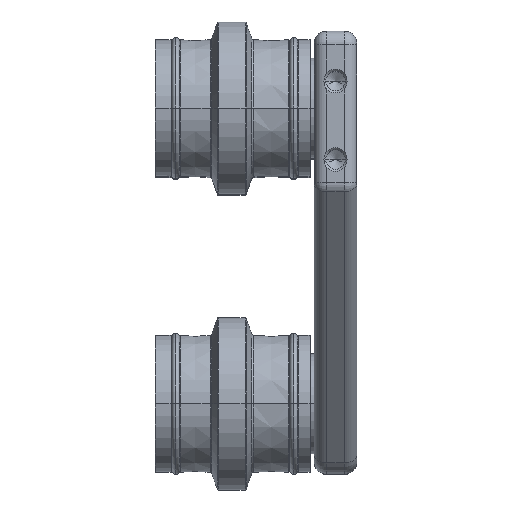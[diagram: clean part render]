
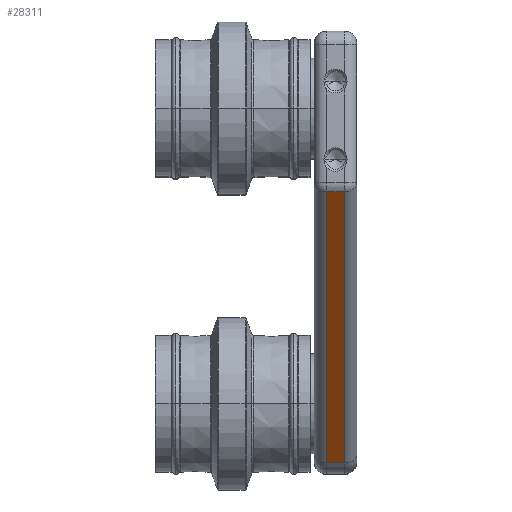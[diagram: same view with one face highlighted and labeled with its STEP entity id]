
A CAD part, top view. The second image highlights one B-rep face of the part: STEP entity #28311.
In plain terms, the highlighted planar face has unit normal (0, -0.643, 0.766).
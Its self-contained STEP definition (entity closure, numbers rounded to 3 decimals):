
#1054 = ORIENTED_EDGE ( 'NONE', *, *, #4271, .T. ) ;
#1350 = EDGE_CURVE ( 'NONE', #30647, #18695, #54666, .T. ) ;
#3211 = ORIENTED_EDGE ( 'NONE', *, *, #1350, .F. ) ;
#4271 = EDGE_CURVE ( 'NONE', #39371, #36028, #25748, .T. ) ;
#6760 = EDGE_CURVE ( 'NONE', #30647, #39371, #12247, .T. ) ;
#7882 = EDGE_LOOP ( 'NONE', ( #3211, #32355, #1054, #12574 ) ) ;
#11742 = VECTOR ( 'NONE', #49324, 1000. ) ;
#11921 = CARTESIAN_POINT ( 'NONE',  ( 25.545, -15.162, 35.418 ) ) ;
#12247 = LINE ( 'NONE', #30908, #11742 ) ;
#12574 = ORIENTED_EDGE ( 'NONE', *, *, #48350, .T. ) ;
#18695 = VERTEX_POINT ( 'NONE', #27385 ) ;
#25748 = LINE ( 'NONE', #30567, #38949 ) ;
#27385 = CARTESIAN_POINT ( 'NONE',  ( 24.22, -15.162, 35.418 ) ) ;
#27533 = DIRECTION ( 'NONE',  ( -1., 0., 0. ) ) ;
#28311 = ADVANCED_FACE ( 'NONE', ( #48118 ), #49299, .T. ) ;
#29280 = CARTESIAN_POINT ( 'NONE',  ( 24.22, -15.162, 35.418 ) ) ;
#29333 = CARTESIAN_POINT ( 'NONE',  ( 24.22, 54.034, 93.481 ) ) ;
#30010 = DIRECTION ( 'NONE',  ( 0., 0.766, 0.643 ) ) ;
#30567 = CARTESIAN_POINT ( 'NONE',  ( 25.545, 54.034, 93.481 ) ) ;
#30647 = VERTEX_POINT ( 'NONE', #49391 ) ;
#30908 = CARTESIAN_POINT ( 'NONE',  ( 28.745, -15.162, 35.418 ) ) ;
#32355 = ORIENTED_EDGE ( 'NONE', *, *, #6760, .T. ) ;
#32903 = LINE ( 'NONE', #29280, #52479 ) ;
#33789 = DIRECTION ( 'NONE',  ( 0., -0.766, -0.643 ) ) ;
#34744 = VECTOR ( 'NONE', #27533, 1000. ) ;
#35962 = DIRECTION ( 'NONE',  ( -1., 0., 0. ) ) ;
#36028 = VERTEX_POINT ( 'NONE', #29333 ) ;
#36833 = CARTESIAN_POINT ( 'NONE',  ( 25.545, -15.162, 35.418 ) ) ;
#38118 = CARTESIAN_POINT ( 'NONE',  ( 28.745, 54.034, 93.481 ) ) ;
#38949 = VECTOR ( 'NONE', #35962, 1000. ) ;
#39371 = VERTEX_POINT ( 'NONE', #38118 ) ;
#40239 = DIRECTION ( 'NONE',  ( 0., -0.643, 0.766 ) ) ;
#48118 = FACE_OUTER_BOUND ( 'NONE', #7882, .T. ) ;
#48350 = EDGE_CURVE ( 'NONE', #36028, #18695, #32903, .T. ) ;
#49299 = PLANE ( 'NONE',  #56261 ) ;
#49324 = DIRECTION ( 'NONE',  ( 0., 0.766, 0.643 ) ) ;
#49391 = CARTESIAN_POINT ( 'NONE',  ( 28.745, -15.162, 35.418 ) ) ;
#52479 = VECTOR ( 'NONE', #33789, 1000. ) ;
#54666 = LINE ( 'NONE', #36833, #34744 ) ;
#56261 = AXIS2_PLACEMENT_3D ( 'NONE', #11921, #40239, #30010 ) ;
